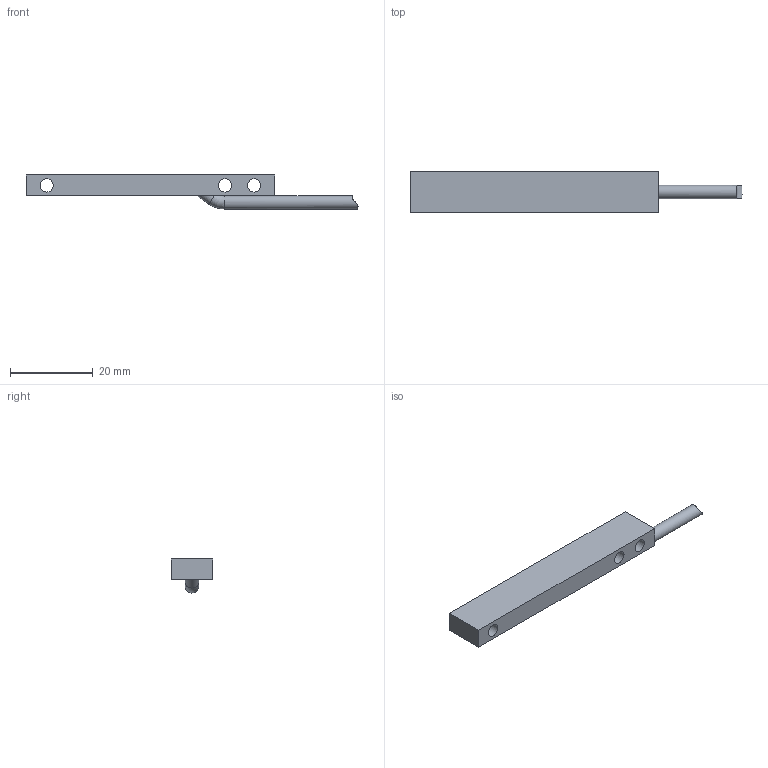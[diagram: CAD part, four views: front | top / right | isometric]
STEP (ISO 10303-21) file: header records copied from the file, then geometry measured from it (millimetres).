
FILE_DESCRIPTION( ( 'Unknown' ), '1' );
FILE_NAME( 'K1509-2-20N.stp', 'Unknown', ( 'Unknown' ), ( 'Unknown' ), 'PSStep 17.0.49', 'Unknown', ' ' );
FILE_SCHEMA( ( 'AUTOMOTIVE_DESIGN { 1 0 10303 214 1 1 1 1 }' ) );
Length unit declared in the file: millimetre
Products named in the file (3): Assem1; 1509-001_DOC-00066137; Messkabel Ø3,2_DOC-00087274-oa0
Assembly tree (2 placements, depth 2):
  Assem1
    1509-001_DOC-00066137
    Messkabel Ø3,2_DOC-00087274-oa0
Bounding box: 80.05 x 10 x 8.2 mm (x, y, z)
Volume: 3093.3 mm3; surface area: 2588.5 mm2
Topology: 2 solids, 2 shells, 14 faces, 33 edges, 23 vertices
Faces by surface type: plane 6, cylinder 5, extrusion 2, torus 1
Full cylindrical faces by diameter (mm): 3.2 x5
Entity records: 628 total; most frequent: CARTESIAN_POINT 177, DIRECTION 60, ORIENTED_EDGE 44, EDGE_LOOP 26, AXIS2_PLACEMENT_3D 23, EDGE_CURVE 22, FACE_OUTER_BOUND 20, VERTEX_POINT 18
